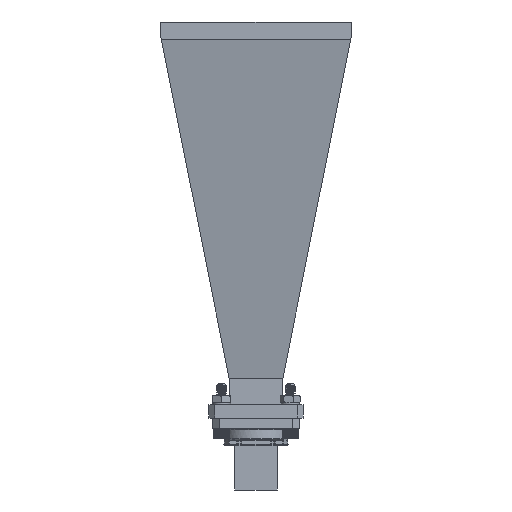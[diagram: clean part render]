
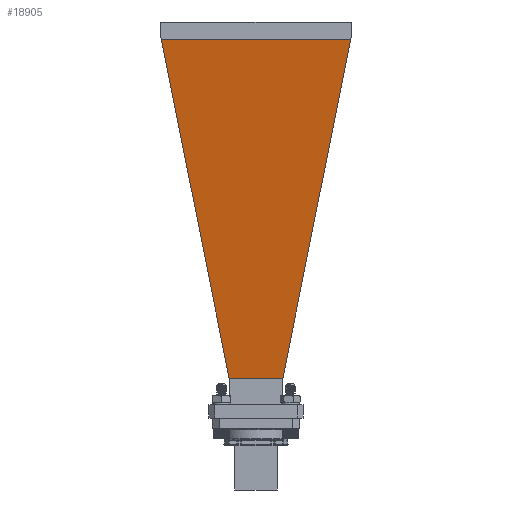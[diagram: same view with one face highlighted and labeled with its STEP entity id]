
A CAD part, front view. The second image highlights one B-rep face of the part: STEP entity #18905.
In plain terms, the highlighted face is planar.
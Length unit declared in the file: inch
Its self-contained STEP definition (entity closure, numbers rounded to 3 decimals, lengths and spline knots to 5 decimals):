
#15 = FACE_OUTER_BOUND ( 'NONE', #17380, .T. ) ;
#780 = VERTEX_POINT ( 'NONE', #12739 ) ;
#1530 = LINE ( 'NONE', #19426, #17181 ) ;
#2022 = VERTEX_POINT ( 'NONE', #5115 ) ;
#2227 = EDGE_CURVE ( 'NONE', #20431, #2022, #11386, .T. ) ;
#2317 = CARTESIAN_POINT ( 'NONE',  ( -1.00512, 0., 6.66979 ) ) ;
#2849 = LINE ( 'NONE', #13302, #20317 ) ;
#5115 = CARTESIAN_POINT ( 'NONE',  ( -1.00512, 1.31806, 6.66979 ) ) ;
#5335 = ORIENTED_EDGE ( 'NONE', *, *, #12433, .T. ) ;
#5561 = ORIENTED_EDGE ( 'NONE', *, *, #6682, .T. ) ;
#6310 = CARTESIAN_POINT ( 'NONE',  ( -1.00512, -1.31806, 6.66979 ) ) ;
#6682 = EDGE_CURVE ( 'NONE', #15473, #780, #2849, .T. ) ;
#7042 = ORIENTED_EDGE ( 'NONE', *, *, #17694, .T. ) ;
#7138 = CARTESIAN_POINT ( 'NONE',  ( -1.00512, 1.31806, 6.66979 ) ) ;
#7436 = VECTOR ( 'NONE', #14230, 39.37008 ) ;
#9300 = DIRECTION ( 'NONE',  ( -0.156, -0.194, 0.968 ) ) ;
#9948 = DIRECTION ( 'NONE',  ( 0., -1., 0. ) ) ;
#10600 = DIRECTION ( 'NONE',  ( -0.159, 0., 0.987 ) ) ;
#11386 = LINE ( 'NONE', #2317, #22277 ) ;
#11692 = ORIENTED_EDGE ( 'NONE', *, *, #2227, .T. ) ;
#12363 = AXIS2_PLACEMENT_3D ( 'NONE', #21505, #14204, #10600 ) ;
#12433 = EDGE_CURVE ( 'NONE', #2022, #15473, #18060, .T. ) ;
#12739 = CARTESIAN_POINT ( 'NONE',  ( -0.24561, -0.37349, 1.95904 ) ) ;
#13302 = CARTESIAN_POINT ( 'NONE',  ( -0.24561, 0., 1.95904 ) ) ;
#14089 = PLANE ( 'NONE',  #12363 ) ;
#14204 = DIRECTION ( 'NONE',  ( -0.987, 0., -0.159 ) ) ;
#14230 = DIRECTION ( 'NONE',  ( 0.156, -0.194, -0.968 ) ) ;
#15473 = VERTEX_POINT ( 'NONE', #20400 ) ;
#16261 = DIRECTION ( 'NONE',  ( 0., 1., 0. ) ) ;
#17181 = VECTOR ( 'NONE', #9300, 39.37008 ) ;
#17380 = EDGE_LOOP ( 'NONE', ( #5561, #7042, #11692, #5335 ) ) ;
#17694 = EDGE_CURVE ( 'NONE', #780, #20431, #1530, .T. ) ;
#18060 = LINE ( 'NONE', #7138, #7436 ) ;
#18905 = ADVANCED_FACE ( 'NONE', ( #15 ), #14089, .T. ) ;
#19426 = CARTESIAN_POINT ( 'NONE',  ( -0.24561, -0.37349, 1.95904 ) ) ;
#20317 = VECTOR ( 'NONE', #9948, 39.37008 ) ;
#20400 = CARTESIAN_POINT ( 'NONE',  ( -0.24561, 0.37349, 1.95904 ) ) ;
#20431 = VERTEX_POINT ( 'NONE', #6310 ) ;
#21505 = CARTESIAN_POINT ( 'NONE',  ( -0.64278, 0., 4.42244 ) ) ;
#22277 = VECTOR ( 'NONE', #16261, 39.37008 ) ;
